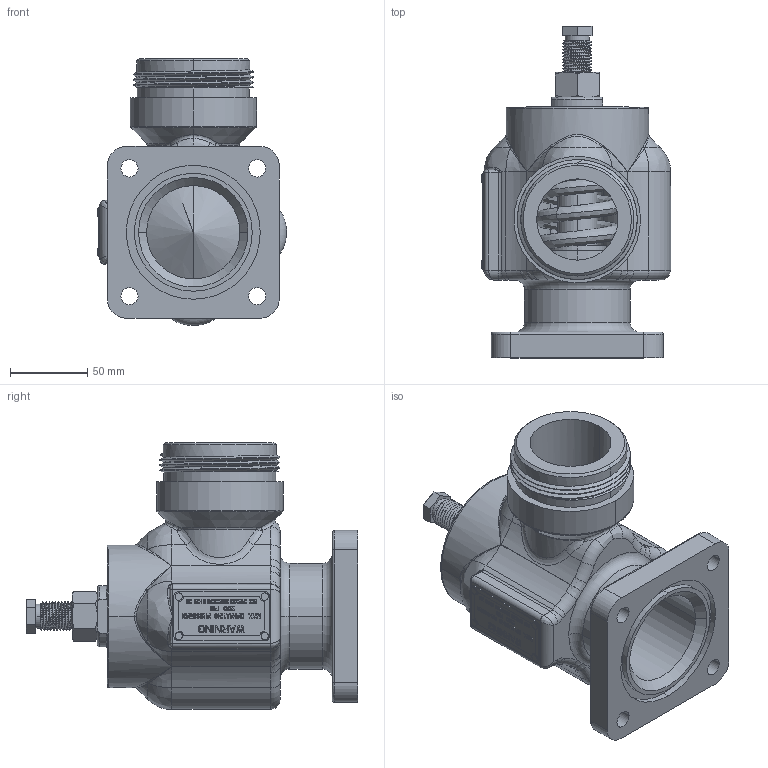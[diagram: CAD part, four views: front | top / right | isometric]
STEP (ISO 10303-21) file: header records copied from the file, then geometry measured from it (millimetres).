
FILE_DESCRIPTION((''),'2;1');
FILE_NAME('D41815_SW0001','2009-03-03T',('sobri'),(''),'PRO/ENGINEER BY PARAMETRIC TECHNOLOGY CORPORATION, 2008010','PRO/ENGINEER BY PARAMETRIC TECHNOLOGY CORPORATION, 2008010','');
FILE_SCHEMA(('CONFIG_CONTROL_DESIGN'));
Products named in the file (1): D41815_SW0001
Bounding box: 122.14 x 214.4 x 172.5 mm (x, y, z)
Volume: 795097.3 mm3; surface area: 208767.7 mm2
Topology: 1 solids, 1 shells, 2183 faces, 5968 edges, 3911 vertices
Faces by surface type: plane 1740, cylinder 207, bspline 89, torus 78, cone 69
Entity records: 101511 total; most frequent: CARTESIAN_POINT 46861, ORIENTED_EDGE 11928, DIRECTION 10245, EDGE_CURVE 5964, VECTOR 5041, LINE 5041, VERTEX_POINT 3911, AXIS2_PLACEMENT_3D 2602
